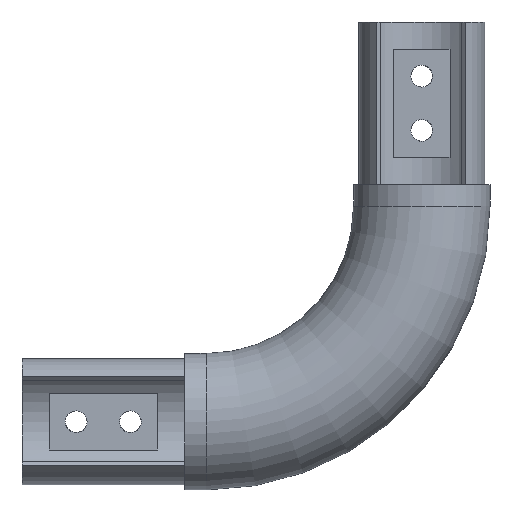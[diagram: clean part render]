
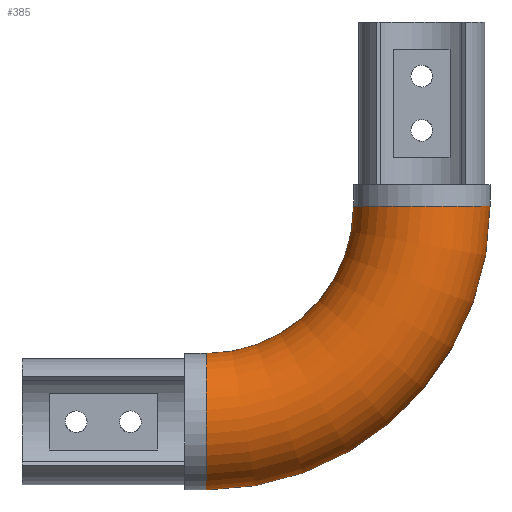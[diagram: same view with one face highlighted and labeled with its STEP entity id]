
A CAD part, front view. The second image highlights one B-rep face of the part: STEP entity #385.
In plain terms, the highlighted toroidal (fillet/blend) face has major radius 39.8 mm and minor radius 12.6 mm.
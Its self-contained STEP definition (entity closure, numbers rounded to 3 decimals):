
#20 = VERTEX_POINT ( 'NONE', #587 ) ;
#74 = EDGE_LOOP ( 'NONE', ( #1030, #476, #1490, #337 ) ) ;
#138 = CARTESIAN_POINT ( 'NONE',  ( 0., 0., 39.8 ) ) ;
#193 = CARTESIAN_POINT ( 'NONE',  ( -39.8, 0., 39.8 ) ) ;
#284 = AXIS2_PLACEMENT_3D ( 'NONE', #138, #953, #1594 ) ;
#306 = DIRECTION ( 'NONE',  ( 0., 0., -1. ) ) ;
#337 = ORIENTED_EDGE ( 'NONE', *, *, #1468, .F. ) ;
#355 = CARTESIAN_POINT ( 'NONE',  ( -39.8, 0., 12.6 ) ) ;
#384 = CARTESIAN_POINT ( 'NONE',  ( -39.8, 0., 0. ) ) ;
#385 = ADVANCED_FACE ( 'NONE', ( #719 ), #447, .T. ) ;
#447 = TOROIDAL_SURFACE ( 'NONE', #804, 39.8, 12.6 ) ;
#459 = EDGE_CURVE ( 'NONE', #1358, #20, #720, .T. ) ;
#476 = ORIENTED_EDGE ( 'NONE', *, *, #459, .T. ) ;
#478 = CIRCLE ( 'NONE', #614, 27.2 ) ;
#567 = CARTESIAN_POINT ( 'NONE',  ( -12.6, 0., 39.8 ) ) ;
#587 = CARTESIAN_POINT ( 'NONE',  ( 12.6, 0., 39.8 ) ) ;
#614 = AXIS2_PLACEMENT_3D ( 'NONE', #1173, #1579, #1711 ) ;
#675 = CARTESIAN_POINT ( 'NONE',  ( -39.8, 0., -12.6 ) ) ;
#698 = AXIS2_PLACEMENT_3D ( 'NONE', #384, #1062, #1608 ) ;
#719 = FACE_OUTER_BOUND ( 'NONE', #74, .T. ) ;
#720 = CIRCLE ( 'NONE', #1085, 52.4 ) ;
#731 = DIRECTION ( 'NONE',  ( 0., 0., -1. ) ) ;
#804 = AXIS2_PLACEMENT_3D ( 'NONE', #959, #1643, #306 ) ;
#953 = DIRECTION ( 'NONE',  ( 0., 0., -1. ) ) ;
#959 = CARTESIAN_POINT ( 'NONE',  ( -39.8, 0., 39.8 ) ) ;
#1024 = VERTEX_POINT ( 'NONE', #355 ) ;
#1030 = ORIENTED_EDGE ( 'NONE', *, *, #1051, .F. ) ;
#1051 = EDGE_CURVE ( 'NONE', #1358, #1024, #1255, .T. ) ;
#1062 = DIRECTION ( 'NONE',  ( -1., 0., 0. ) ) ;
#1063 = CIRCLE ( 'NONE', #284, 12.6 ) ;
#1085 = AXIS2_PLACEMENT_3D ( 'NONE', #193, #1515, #731 ) ;
#1173 = CARTESIAN_POINT ( 'NONE',  ( -39.8, 0., 39.8 ) ) ;
#1255 = CIRCLE ( 'NONE', #698, 12.6 ) ;
#1358 = VERTEX_POINT ( 'NONE', #675 ) ;
#1385 = EDGE_CURVE ( 'NONE', #20, #1664, #1063, .T. ) ;
#1468 = EDGE_CURVE ( 'NONE', #1024, #1664, #478, .T. ) ;
#1490 = ORIENTED_EDGE ( 'NONE', *, *, #1385, .T. ) ;
#1515 = DIRECTION ( 'NONE',  ( 0., -1., 0. ) ) ;
#1579 = DIRECTION ( 'NONE',  ( 0., -1., 0. ) ) ;
#1594 = DIRECTION ( 'NONE',  ( -1., 0., 0. ) ) ;
#1608 = DIRECTION ( 'NONE',  ( 0., 0., -1. ) ) ;
#1643 = DIRECTION ( 'NONE',  ( 0., -1., 0. ) ) ;
#1664 = VERTEX_POINT ( 'NONE', #567 ) ;
#1711 = DIRECTION ( 'NONE',  ( 0., 0., -1. ) ) ;
